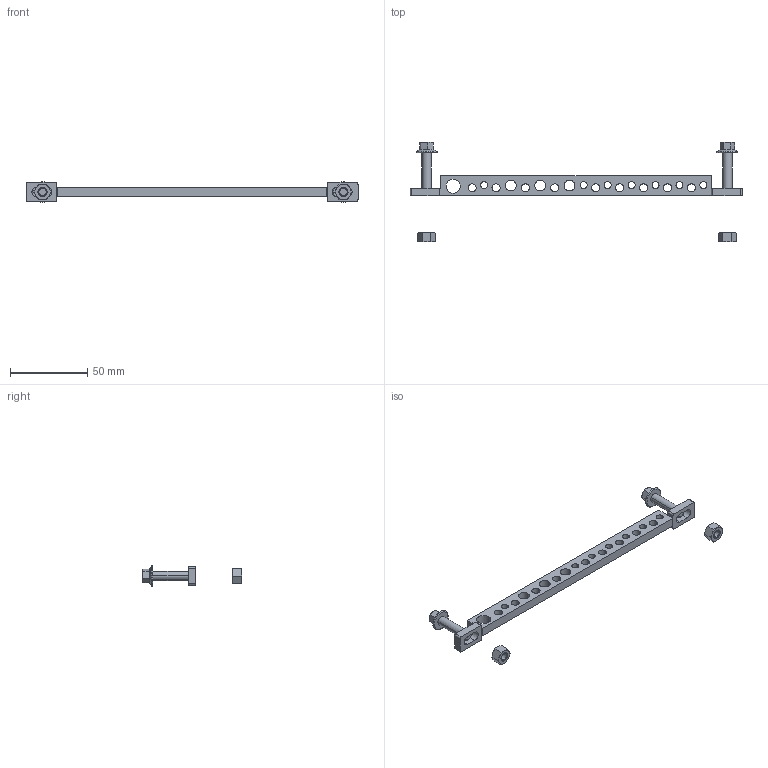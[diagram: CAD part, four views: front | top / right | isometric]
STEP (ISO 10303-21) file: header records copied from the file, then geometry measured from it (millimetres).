
FILE_DESCRIPTION(('STEP AP203'),'1');
FILE_NAME('eb20.stp','2024-05-29T12:30:39',('TraceParts'),('TraceParts S.A.'),'Spatial InterOp 3D',' ',' ');
FILE_SCHEMA(('CONFIG_CONTROL_DESIGN'));
Length unit declared in the file: millimetre
Products named in the file (1): 1
Bounding box: 215 x 64.7 x 13.6 mm (x, y, z)
Volume: 15587.2 mm3; surface area: 12086.4 mm2
Topology: 5 solids, 5 shells, 196 faces, 476 edges, 292 vertices
Faces by surface type: cylinder 64, plane 60, cone 52, bspline 12, torus 8
Entity records: 6356 total; most frequent: CARTESIAN_POINT 1737, ORIENTED_EDGE 952, DIRECTION 934, EDGE_CURVE 476, AXIS2_PLACEMENT_3D 381, VERTEX_POINT 292, EDGE_LOOP 246, ADVANCED_FACE 196
